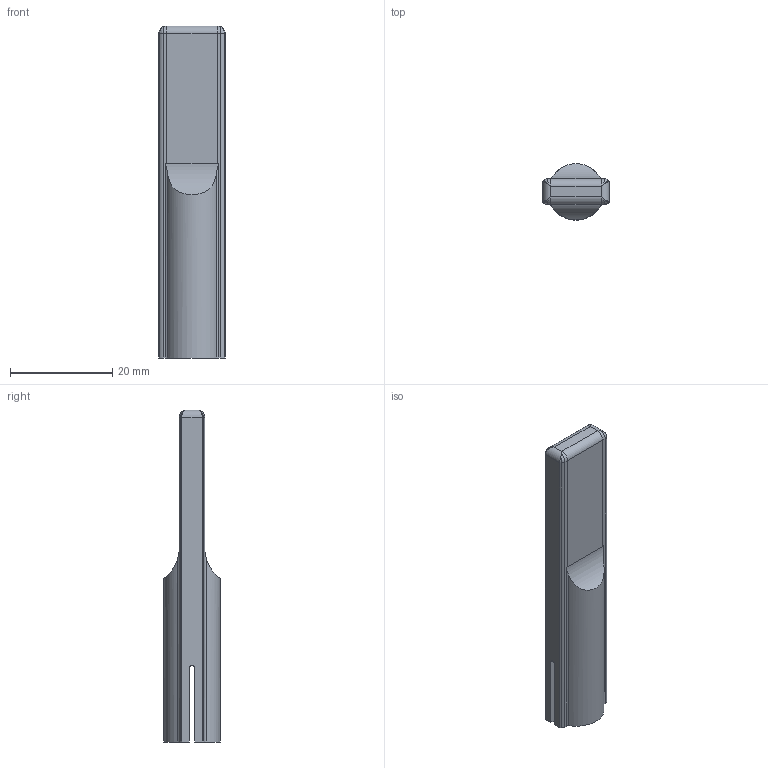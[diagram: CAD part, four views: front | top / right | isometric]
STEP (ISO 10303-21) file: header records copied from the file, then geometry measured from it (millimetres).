
FILE_SCHEMA(('CONFIG_CONTROL_DESIGN'));
Length unit declared in the file: inch
Products named in the file (1): X-Acto Knife Cap 8mm
Bounding box: 13 x 11 x 65 mm (x, y, z)
Volume: 2238.7 mm3; surface area: 4441.3 mm2
Topology: 1 solids, 1 shells, 106 faces, 280 edges, 180 vertices
Faces by surface type: cylinder 42, plane 36, bspline 20, torus 4, cone 4
Entity records: 5173 total; most frequent: CARTESIAN_POINT 2844, ORIENTED_EDGE 560, DIRECTION 318, EDGE_CURVE 280, VERTEX_POINT 180, VECTOR 132, LINE 132, AXIS2_PLACEMENT_3D 116
